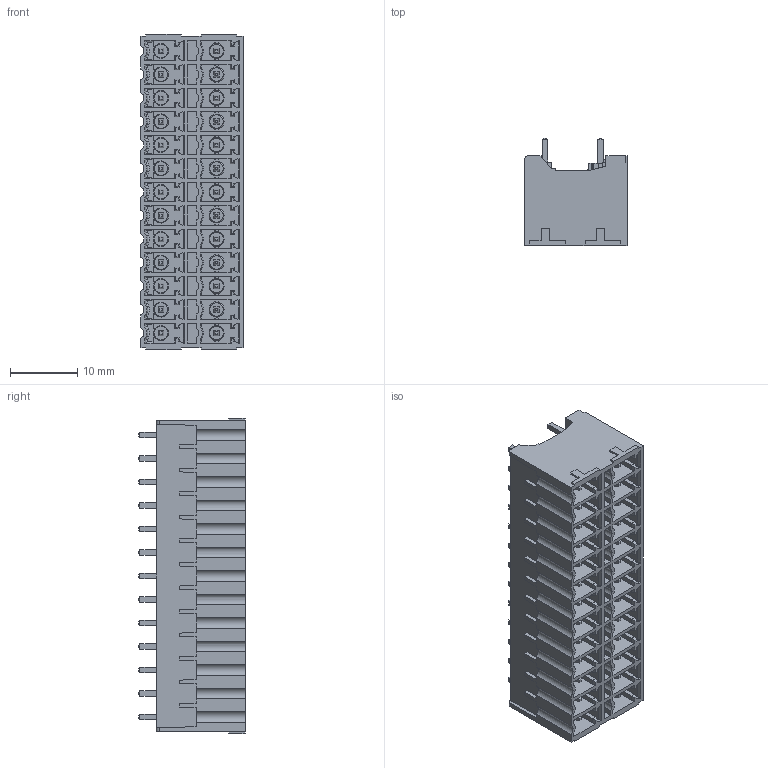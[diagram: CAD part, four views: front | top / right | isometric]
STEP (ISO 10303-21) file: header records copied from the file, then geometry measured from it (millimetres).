
FILE_DESCRIPTION((''),'2;1');
FILE_NAME('1','2024-09-10T14:08:16',('sheji109'),(''),'CREO PARAMETRIC BY PTC INC, 2018100','CREO PARAMETRIC BY PTC INC, 2018100','');
FILE_SCHEMA(('CONFIG_CONTROL_DESIGN'));
Products named in the file (1): 1
Bounding box: 15.2 x 15.9 x 46.9 mm (x, y, z)
Volume: 5472.9 mm3; surface area: 8685.6 mm2
Topology: 1 solids, 1 shells, 2629 faces, 7135 edges, 4599 vertices
Faces by surface type: plane 2107, cylinder 288, cone 195, bspline 26, torus 13
Entity records: 83124 total; most frequent: CARTESIAN_POINT 17598, ORIENTED_EDGE 14270, DIRECTION 12466, EDGE_CURVE 7135, VECTOR 5940, LINE 5940, VERTEX_POINT 4599, AXIS2_PLACEMENT_3D 3263
